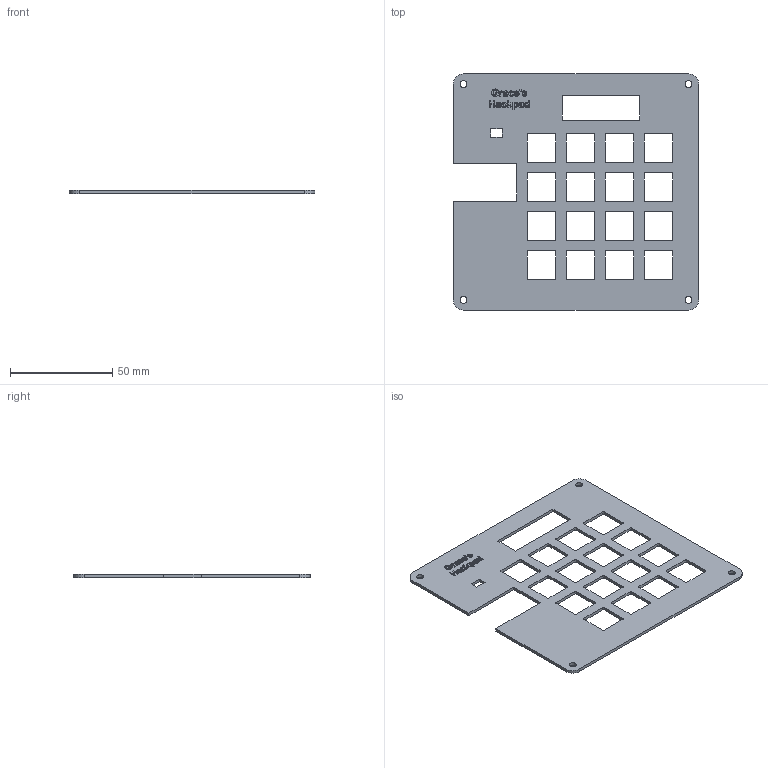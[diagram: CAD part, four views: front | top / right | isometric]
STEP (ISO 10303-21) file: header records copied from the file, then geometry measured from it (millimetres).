
FILE_DESCRIPTION(/* description */ (''),/* implementation_level */ '2;1');
FILE_NAME(/* name */ 'hackpad_top_new.step',/* time_stamp */ '2026-01-15T12:44:02-05:00',/* author */ (''),/* organization */ (''),/* preprocessor_version */ 'ST-DEVELOPER v20.1',/* originating_system */ 'Autodesk Translation Framework v14.21.0.0',/* authorisation */ '');
FILE_SCHEMA (('AUTOMOTIVE_DESIGN { 1 0 10303 214 3 1 1 }'));
Length unit declared in the file: millimetre
Products named in the file (1): 2026-01-11-16-51-36-527
Bounding box: 119.85 x 115.3 x 1.5 mm (x, y, z)
Volume: 14354.3 mm3; surface area: 21544.9 mm2
Topology: 1 solids, 1 shells, 465 faces, 1329 edges, 886 vertices
Faces by surface type: bspline 215, plane 178, cylinder 72
Full cylindrical faces by diameter (mm): 3.4 x4
Entity records: 17258 total; most frequent: CARTESIAN_POINT 6336, ORIENTED_EDGE 2658, DIRECTION 1545, EDGE_CURVE 1329, VERTEX_POINT 886, LINE 755, VECTOR 755, EDGE_LOOP 529
